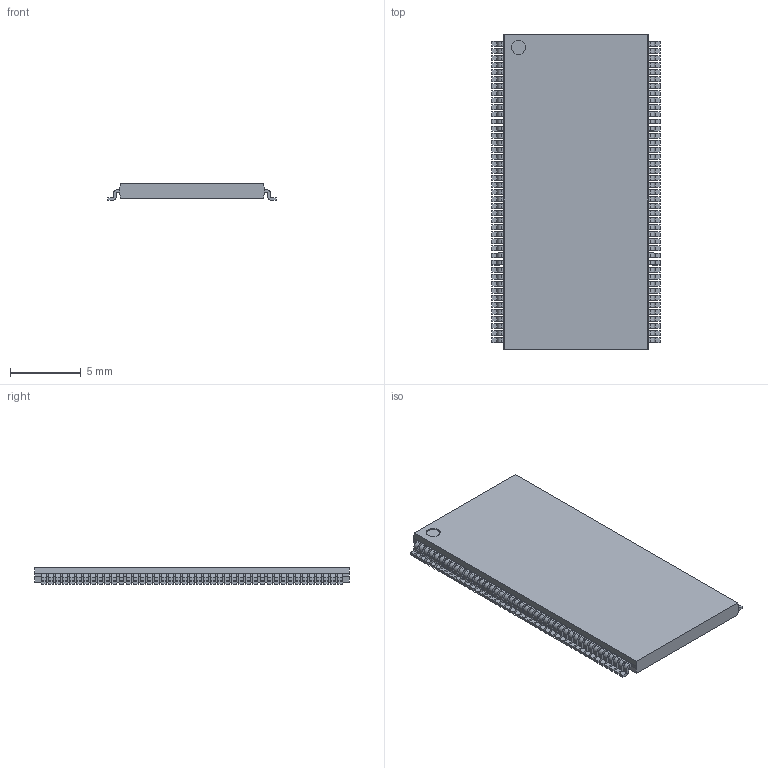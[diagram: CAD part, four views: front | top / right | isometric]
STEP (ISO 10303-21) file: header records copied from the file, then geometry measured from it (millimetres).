
FILE_DESCRIPTION((''),'2;1');
FILE_NAME('SOP50P1176X120-86N.stp','2010-09-27T17:13:33',(''),(''),'Mechanical Desktop 2010','Mechanical Desktop 2010',', , ');
FILE_SCHEMA(('AUTOMOTIVE_DESIGN { 1 2 10303 214 1 1 1 1 }'));
Length unit declared in the file: millimetre
Products named in the file (1): Product
Bounding box: 11.94 x 22.3 x 1.2 mm (x, y, z)
Volume: 246.8 mm3; surface area: 653.5 mm2
Topology: 87 solids, 87 shells, 1217 faces, 3126 edges, 2084 vertices
Faces by surface type: bspline 602, plane 441, cylinder 174
Entity records: 39034 total; most frequent: CARTESIAN_POINT 10642, ORIENTED_EDGE 6252, DIRECTION 5050, EDGE_CURVE 3126, VECTOR 2434, LINE 2434, VERTEX_POINT 2084, AXIS2_PLACEMENT_3D 1308
